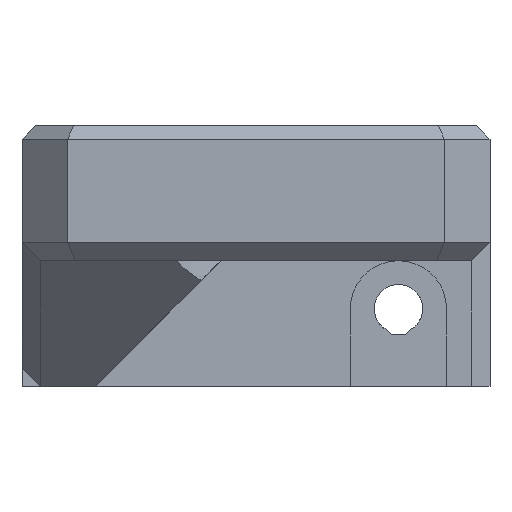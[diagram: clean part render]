
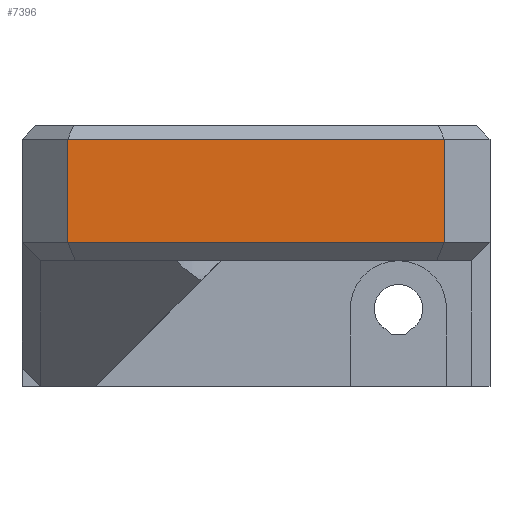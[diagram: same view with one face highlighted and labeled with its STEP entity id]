
A CAD part, front view. The second image highlights one B-rep face of the part: STEP entity #7396.
In plain terms, the highlighted planar face has unit normal (0, -1, 0).
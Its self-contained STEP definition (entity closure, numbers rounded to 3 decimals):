
#1561 = PLANE('',#1562);
#1562 = AXIS2_PLACEMENT_3D('',#1563,#1564,#1565);
#1563 = CARTESIAN_POINT('',(-155.,96.61,439.25));
#1564 = DIRECTION('',(0.,0.707,-0.707)
  );
#1565 = DIRECTION('',(1.,0.,0.));
#2360 = PLANE('',#2361);
#2361 = AXIS2_PLACEMENT_3D('',#2362,#2363,#2364);
#2362 = CARTESIAN_POINT('',(-152.5,98.36,440.));
#2363 = DIRECTION('',(0.707,-0.707,0.));
#2364 = DIRECTION('',(0.,0.,-1.));
#4109 = PLANE('',#4110);
#4110 = AXIS2_PLACEMENT_3D('',#4111,#4112,#4113);
#4111 = CARTESIAN_POINT('',(-198.61,98.36,440.));
#4112 = DIRECTION('',(-0.707,-0.707,0.));
#4113 = DIRECTION('',(0.,0.,-1.));
#5436 = VERTEX_POINT('',#5437);
#5437 = CARTESIAN_POINT('',(-196.11,95.86,438.5));
#5510 = VERTEX_POINT('',#5511);
#5511 = CARTESIAN_POINT('',(-155.,95.86,438.5));
#5534 = EDGE_CURVE('',#5510,#5436,#5535,.T.);
#5535 = SURFACE_CURVE('',#5536,(#5540,#5547),.PCURVE_S1.);
#5536 = LINE('',#5537,#5538);
#5537 = CARTESIAN_POINT('',(-155.,95.86,438.5));
#5538 = VECTOR('',#5539,1.);
#5539 = DIRECTION('',(-1.,0.,0.));
#5540 = PCURVE('',#1561,#5541);
#5541 = DEFINITIONAL_REPRESENTATION('',(#5542),#5546);
#5542 = LINE('',#5543,#5544);
#5543 = CARTESIAN_POINT('',(0.,1.061));
#5544 = VECTOR('',#5545,1.);
#5545 = DIRECTION('',(-1.,0.));
#5546 = ( GEOMETRIC_REPRESENTATION_CONTEXT(2) 
PARAMETRIC_REPRESENTATION_CONTEXT() REPRESENTATION_CONTEXT('2D SPACE',''
  ) );
#5547 = PCURVE('',#5548,#5553);
#5548 = PLANE('',#5549);
#5549 = AXIS2_PLACEMENT_3D('',#5550,#5551,#5552);
#5550 = CARTESIAN_POINT('',(-150.,95.86,440.));
#5551 = DIRECTION('',(0.,1.,0.));
#5552 = DIRECTION('',(-1.,0.,0.));
#5553 = DEFINITIONAL_REPRESENTATION('',(#5554),#5558);
#5554 = LINE('',#5555,#5556);
#5555 = CARTESIAN_POINT('',(5.,-1.5));
#5556 = VECTOR('',#5557,1.);
#5557 = DIRECTION('',(1.,0.));
#5558 = ( GEOMETRIC_REPRESENTATION_CONTEXT(2) 
PARAMETRIC_REPRESENTATION_CONTEXT() REPRESENTATION_CONTEXT('2D SPACE',''
  ) );
#6105 = EDGE_CURVE('',#5510,#6106,#6108,.T.);
#6106 = VERTEX_POINT('',#6107);
#6107 = CARTESIAN_POINT('',(-155.,95.86,427.24));
#6108 = SURFACE_CURVE('',#6109,(#6113,#6120),.PCURVE_S1.);
#6109 = LINE('',#6110,#6111);
#6110 = CARTESIAN_POINT('',(-155.,95.86,440.));
#6111 = VECTOR('',#6112,1.);
#6112 = DIRECTION('',(0.,0.,-1.));
#6113 = PCURVE('',#2360,#6114);
#6114 = DEFINITIONAL_REPRESENTATION('',(#6115),#6119);
#6115 = LINE('',#6116,#6117);
#6116 = CARTESIAN_POINT('',(0.,-3.536));
#6117 = VECTOR('',#6118,1.);
#6118 = DIRECTION('',(1.,0.));
#6119 = ( GEOMETRIC_REPRESENTATION_CONTEXT(2) 
PARAMETRIC_REPRESENTATION_CONTEXT() REPRESENTATION_CONTEXT('2D SPACE',''
  ) );
#6120 = PCURVE('',#5548,#6121);
#6121 = DEFINITIONAL_REPRESENTATION('',(#6122),#6126);
#6122 = LINE('',#6123,#6124);
#6123 = CARTESIAN_POINT('',(5.,0.));
#6124 = VECTOR('',#6125,1.);
#6125 = DIRECTION('',(0.,-1.));
#6126 = ( GEOMETRIC_REPRESENTATION_CONTEXT(2) 
PARAMETRIC_REPRESENTATION_CONTEXT() REPRESENTATION_CONTEXT('2D SPACE',''
  ) );
#6573 = PLANE('',#6574);
#6574 = AXIS2_PLACEMENT_3D('',#6575,#6576,#6577);
#6575 = CARTESIAN_POINT('',(-196.11,96.86,426.24));
#6576 = DIRECTION('',(0.,0.707,0.707)
  );
#6577 = DIRECTION('',(1.,0.,0.));
#7319 = VERTEX_POINT('',#7320);
#7320 = CARTESIAN_POINT('',(-196.11,95.86,427.24));
#7341 = EDGE_CURVE('',#5436,#7319,#7342,.T.);
#7342 = SURFACE_CURVE('',#7343,(#7347,#7354),.PCURVE_S1.);
#7343 = LINE('',#7344,#7345);
#7344 = CARTESIAN_POINT('',(-196.11,95.86,440.));
#7345 = VECTOR('',#7346,1.);
#7346 = DIRECTION('',(0.,0.,-1.));
#7347 = PCURVE('',#4109,#7348);
#7348 = DEFINITIONAL_REPRESENTATION('',(#7349),#7353);
#7349 = LINE('',#7350,#7351);
#7350 = CARTESIAN_POINT('',(-0.,3.536));
#7351 = VECTOR('',#7352,1.);
#7352 = DIRECTION('',(1.,0.));
#7353 = ( GEOMETRIC_REPRESENTATION_CONTEXT(2) 
PARAMETRIC_REPRESENTATION_CONTEXT() REPRESENTATION_CONTEXT('2D SPACE',''
  ) );
#7354 = PCURVE('',#5548,#7355);
#7355 = DEFINITIONAL_REPRESENTATION('',(#7356),#7360);
#7356 = LINE('',#7357,#7358);
#7357 = CARTESIAN_POINT('',(46.11,0.));
#7358 = VECTOR('',#7359,1.);
#7359 = DIRECTION('',(0.,-1.));
#7360 = ( GEOMETRIC_REPRESENTATION_CONTEXT(2) 
PARAMETRIC_REPRESENTATION_CONTEXT() REPRESENTATION_CONTEXT('2D SPACE',''
  ) );
#7396 = ADVANCED_FACE('',(#7397),#5548,.F.);
#7397 = FACE_BOUND('',#7398,.F.);
#7398 = EDGE_LOOP('',(#7399,#7400,#7421,#7422));
#7399 = ORIENTED_EDGE('',*,*,#6105,.T.);
#7400 = ORIENTED_EDGE('',*,*,#7401,.F.);
#7401 = EDGE_CURVE('',#7319,#6106,#7402,.T.);
#7402 = SURFACE_CURVE('',#7403,(#7407,#7414),.PCURVE_S1.);
#7403 = LINE('',#7404,#7405);
#7404 = CARTESIAN_POINT('',(-196.11,95.86,427.24));
#7405 = VECTOR('',#7406,1.);
#7406 = DIRECTION('',(1.,0.,0.));
#7407 = PCURVE('',#5548,#7408);
#7408 = DEFINITIONAL_REPRESENTATION('',(#7409),#7413);
#7409 = LINE('',#7410,#7411);
#7410 = CARTESIAN_POINT('',(46.11,-12.76));
#7411 = VECTOR('',#7412,1.);
#7412 = DIRECTION('',(-1.,0.));
#7413 = ( GEOMETRIC_REPRESENTATION_CONTEXT(2) 
PARAMETRIC_REPRESENTATION_CONTEXT() REPRESENTATION_CONTEXT('2D SPACE',''
  ) );
#7414 = PCURVE('',#6573,#7415);
#7415 = DEFINITIONAL_REPRESENTATION('',(#7416),#7420);
#7416 = LINE('',#7417,#7418);
#7417 = CARTESIAN_POINT('',(0.,-1.414));
#7418 = VECTOR('',#7419,1.);
#7419 = DIRECTION('',(1.,0.));
#7420 = ( GEOMETRIC_REPRESENTATION_CONTEXT(2) 
PARAMETRIC_REPRESENTATION_CONTEXT() REPRESENTATION_CONTEXT('2D SPACE',''
  ) );
#7421 = ORIENTED_EDGE('',*,*,#7341,.F.);
#7422 = ORIENTED_EDGE('',*,*,#5534,.F.);
